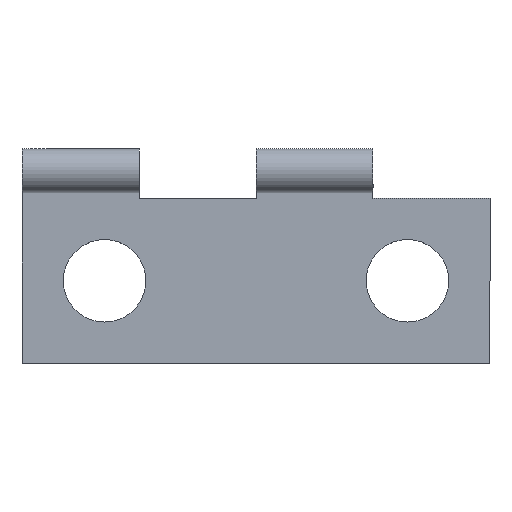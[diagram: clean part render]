
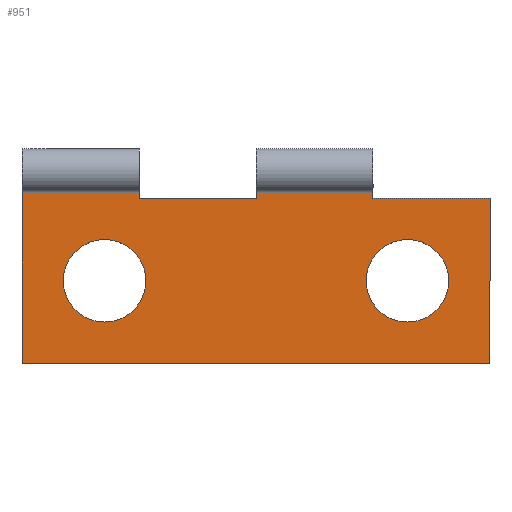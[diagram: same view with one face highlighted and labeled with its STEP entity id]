
A CAD part, top view. The second image highlights one B-rep face of the part: STEP entity #951.
In plain terms, the highlighted planar face has unit normal (0, 0, 1).
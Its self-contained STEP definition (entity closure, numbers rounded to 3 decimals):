
#7 = ORIENTED_EDGE ( 'NONE', *, *, #821, .T. ) ;
#24 = CIRCLE ( 'NONE', #404, 1.5 ) ;
#29 = VECTOR ( 'NONE', #346, 1000. ) ;
#30 = CARTESIAN_POINT ( 'NONE',  ( 5.5, 0., 0. ) ) ;
#47 = AXIS2_PLACEMENT_3D ( 'NONE', #326, #457, #687 ) ;
#51 = VECTOR ( 'NONE', #233, 1000. ) ;
#69 = EDGE_CURVE ( 'NONE', #163, #740, #152, .T. ) ;
#76 = DIRECTION ( 'NONE',  ( 1., 0., 0. ) ) ;
#82 = VERTEX_POINT ( 'NONE', #810 ) ;
#90 = VECTOR ( 'NONE', #76, 1000. ) ;
#103 = DIRECTION ( 'NONE',  ( 1., 0., 0. ) ) ;
#108 = CARTESIAN_POINT ( 'NONE',  ( 4., 0., 0. ) ) ;
#114 = VERTEX_POINT ( 'NONE', #274 ) ;
#118 = VERTEX_POINT ( 'NONE', #196 ) ;
#134 = ORIENTED_EDGE ( 'NONE', *, *, #140, .F. ) ;
#140 = EDGE_CURVE ( 'NONE', #570, #118, #24, .T. ) ;
#141 = ORIENTED_EDGE ( 'NONE', *, *, #592, .T. ) ;
#152 = LINE ( 'NONE', #371, #515 ) ;
#153 = LINE ( 'NONE', #224, #843 ) ;
#157 = DIRECTION ( 'NONE',  ( 0., -1., 0. ) ) ;
#159 = VERTEX_POINT ( 'NONE', #491 ) ;
#160 = AXIS2_PLACEMENT_3D ( 'NONE', #30, #199, #634 ) ;
#163 = VERTEX_POINT ( 'NONE', #789 ) ;
#166 = FACE_OUTER_BOUND ( 'NONE', #806, .T. ) ;
#168 = VERTEX_POINT ( 'NONE', #871 ) ;
#174 = VERTEX_POINT ( 'NONE', #108 ) ;
#177 = LINE ( 'NONE', #412, #29 ) ;
#189 = CIRCLE ( 'NONE', #47, 1.5 ) ;
#194 = DIRECTION ( 'NONE',  ( 0., -1., 0. ) ) ;
#196 = CARTESIAN_POINT ( 'NONE',  ( -7., 0., 0. ) ) ;
#199 = DIRECTION ( 'NONE',  ( 0., 0., 1. ) ) ;
#201 = EDGE_CURVE ( 'NONE', #174, #641, #189, .T. ) ;
#203 = PLANE ( 'NONE',  #800 ) ;
#217 = DIRECTION ( 'NONE',  ( -1., 0., 0. ) ) ;
#224 = CARTESIAN_POINT ( 'NONE',  ( 8.5, 3., 0. ) ) ;
#233 = DIRECTION ( 'NONE',  ( -1., 0., 0. ) ) ;
#238 = FACE_BOUND ( 'NONE', #390, .T. ) ;
#244 = ORIENTED_EDGE ( 'NONE', *, *, #201, .F. ) ;
#259 = DIRECTION ( 'NONE',  ( 0., 0., 1. ) ) ;
#263 = DIRECTION ( 'NONE',  ( 1., 0., 0. ) ) ;
#274 = CARTESIAN_POINT ( 'NONE',  ( -4.25, 4., 0. ) ) ;
#282 = ORIENTED_EDGE ( 'NONE', *, *, #414, .T. ) ;
#284 = CARTESIAN_POINT ( 'NONE',  ( 0., 4., 0. ) ) ;
#292 = ORIENTED_EDGE ( 'NONE', *, *, #788, .F. ) ;
#294 = DIRECTION ( 'NONE',  ( -1., 0., 0. ) ) ;
#317 = CARTESIAN_POINT ( 'NONE',  ( -8.5, -3., 0. ) ) ;
#319 = CARTESIAN_POINT ( 'NONE',  ( 8.5, -3., 0. ) ) ;
#326 = CARTESIAN_POINT ( 'NONE',  ( 5.5, 0., 0. ) ) ;
#328 = VECTOR ( 'NONE', #217, 1000. ) ;
#330 = CARTESIAN_POINT ( 'NONE',  ( 0., 3., 0. ) ) ;
#340 = DIRECTION ( 'NONE',  ( 1., 0., 0. ) ) ;
#346 = DIRECTION ( 'NONE',  ( 0., 1., 0. ) ) ;
#366 = VECTOR ( 'NONE', #194, 1000. ) ;
#371 = CARTESIAN_POINT ( 'NONE',  ( -8.5, 3., 0. ) ) ;
#379 = CIRCLE ( 'NONE', #453, 1.5 ) ;
#385 = EDGE_CURVE ( 'NONE', #942, #159, #449, .T. ) ;
#386 = LINE ( 'NONE', #317, #90 ) ;
#390 = EDGE_LOOP ( 'NONE', ( #292, #244 ) ) ;
#393 = DIRECTION ( 'NONE',  ( -1., 0., 0. ) ) ;
#404 = AXIS2_PLACEMENT_3D ( 'NONE', #479, #259, #103 ) ;
#412 = CARTESIAN_POINT ( 'NONE',  ( -4.25, 3., 0. ) ) ;
#414 = EDGE_CURVE ( 'NONE', #114, #163, #811, .T. ) ;
#449 = LINE ( 'NONE', #284, #328 ) ;
#452 = VECTOR ( 'NONE', #294, 1000. ) ;
#453 = AXIS2_PLACEMENT_3D ( 'NONE', #565, #862, #340 ) ;
#456 = ORIENTED_EDGE ( 'NONE', *, *, #697, .T. ) ;
#457 = DIRECTION ( 'NONE',  ( 0., 0., 1. ) ) ;
#468 = LINE ( 'NONE', #604, #938 ) ;
#469 = ORIENTED_EDGE ( 'NONE', *, *, #741, .F. ) ;
#475 = EDGE_CURVE ( 'NONE', #882, #559, #153, .T. ) ;
#478 = ORIENTED_EDGE ( 'NONE', *, *, #692, .T. ) ;
#479 = CARTESIAN_POINT ( 'NONE',  ( -5.5, 0., 0. ) ) ;
#483 = LINE ( 'NONE', #629, #51 ) ;
#491 = CARTESIAN_POINT ( 'NONE',  ( 0., 4., 0. ) ) ;
#515 = VECTOR ( 'NONE', #157, 1000. ) ;
#537 = CARTESIAN_POINT ( 'NONE',  ( 8.5, 3., 0. ) ) ;
#551 = LINE ( 'NONE', #647, #366 ) ;
#559 = VERTEX_POINT ( 'NONE', #537 ) ;
#565 = CARTESIAN_POINT ( 'NONE',  ( -5.5, 0., 0. ) ) ;
#566 = ORIENTED_EDGE ( 'NONE', *, *, #385, .T. ) ;
#570 = VERTEX_POINT ( 'NONE', #770 ) ;
#573 = LINE ( 'NONE', #850, #879 ) ;
#585 = EDGE_CURVE ( 'NONE', #559, #82, #468, .T. ) ;
#592 = EDGE_CURVE ( 'NONE', #740, #882, #386, .T. ) ;
#604 = CARTESIAN_POINT ( 'NONE',  ( -8.5, 3., 0. ) ) ;
#614 = CARTESIAN_POINT ( 'NONE',  ( 4.25, 4., 0. ) ) ;
#616 = CARTESIAN_POINT ( 'NONE',  ( 7., 0., 0. ) ) ;
#629 = CARTESIAN_POINT ( 'NONE',  ( -8.5, 3., 0. ) ) ;
#634 = DIRECTION ( 'NONE',  ( 1., 0., 0. ) ) ;
#640 = DIRECTION ( 'NONE',  ( 0., 1., 0. ) ) ;
#641 = VERTEX_POINT ( 'NONE', #616 ) ;
#647 = CARTESIAN_POINT ( 'NONE',  ( 0., 3., 0. ) ) ;
#656 = CARTESIAN_POINT ( 'NONE',  ( 0., 0., 0. ) ) ;
#687 = DIRECTION ( 'NONE',  ( 1., 0., 0. ) ) ;
#692 = EDGE_CURVE ( 'NONE', #168, #114, #177, .T. ) ;
#697 = EDGE_CURVE ( 'NONE', #82, #942, #573, .T. ) ;
#727 = DIRECTION ( 'NONE',  ( 0., 0., 1. ) ) ;
#740 = VERTEX_POINT ( 'NONE', #777 ) ;
#741 = EDGE_CURVE ( 'NONE', #118, #570, #379, .T. ) ;
#745 = DIRECTION ( 'NONE',  ( 0., 1., 0. ) ) ;
#748 = EDGE_CURVE ( 'NONE', #159, #820, #551, .T. ) ;
#750 = EDGE_LOOP ( 'NONE', ( #134, #469 ) ) ;
#770 = CARTESIAN_POINT ( 'NONE',  ( -4., 0., 0. ) ) ;
#777 = CARTESIAN_POINT ( 'NONE',  ( -8.5, -3., 0. ) ) ;
#778 = ORIENTED_EDGE ( 'NONE', *, *, #585, .T. ) ;
#788 = EDGE_CURVE ( 'NONE', #641, #174, #826, .T. ) ;
#789 = CARTESIAN_POINT ( 'NONE',  ( -8.5, 4., 0. ) ) ;
#800 = AXIS2_PLACEMENT_3D ( 'NONE', #656, #727, #263 ) ;
#806 = EDGE_LOOP ( 'NONE', ( #825, #778, #456, #566, #859, #7, #478, #282, #961, #141 ) ) ;
#810 = CARTESIAN_POINT ( 'NONE',  ( 4.25, 3., 0. ) ) ;
#811 = LINE ( 'NONE', #819, #452 ) ;
#819 = CARTESIAN_POINT ( 'NONE',  ( -8.5, 4., 0. ) ) ;
#820 = VERTEX_POINT ( 'NONE', #330 ) ;
#821 = EDGE_CURVE ( 'NONE', #820, #168, #483, .T. ) ;
#825 = ORIENTED_EDGE ( 'NONE', *, *, #475, .T. ) ;
#826 = CIRCLE ( 'NONE', #160, 1.5 ) ;
#843 = VECTOR ( 'NONE', #745, 1000. ) ;
#850 = CARTESIAN_POINT ( 'NONE',  ( 4.25, 3., 0. ) ) ;
#859 = ORIENTED_EDGE ( 'NONE', *, *, #748, .T. ) ;
#862 = DIRECTION ( 'NONE',  ( 0., 0., 1. ) ) ;
#871 = CARTESIAN_POINT ( 'NONE',  ( -4.25, 3., 0. ) ) ;
#879 = VECTOR ( 'NONE', #640, 1000. ) ;
#882 = VERTEX_POINT ( 'NONE', #319 ) ;
#908 = FACE_BOUND ( 'NONE', #750, .T. ) ;
#938 = VECTOR ( 'NONE', #393, 1000. ) ;
#942 = VERTEX_POINT ( 'NONE', #614 ) ;
#951 = ADVANCED_FACE ( 'NONE', ( #908, #238, #166 ), #203, .T. ) ;
#961 = ORIENTED_EDGE ( 'NONE', *, *, #69, .T. ) ;
